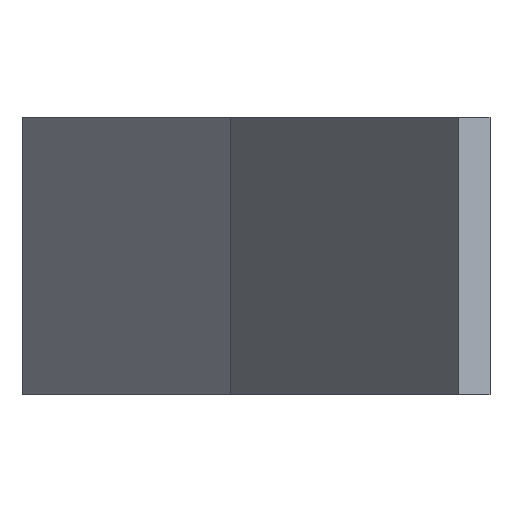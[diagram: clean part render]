
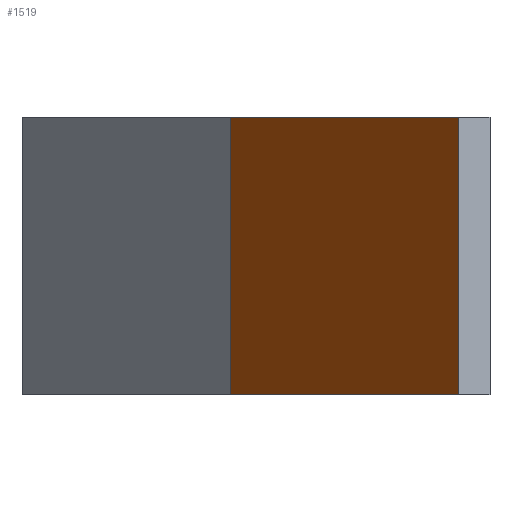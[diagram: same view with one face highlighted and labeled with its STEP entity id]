
A CAD part, front view. The second image highlights one B-rep face of the part: STEP entity #1519.
In plain terms, the highlighted planar face has unit normal (-0.822, -0.569, 0).
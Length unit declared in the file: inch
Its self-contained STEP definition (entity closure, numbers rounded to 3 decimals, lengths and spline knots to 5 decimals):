
#176=FACE_OUTER_BOUND('',#257,.T.);
#257=EDGE_LOOP('',(#1273,#1274,#1275,#1276));
#369=LINE('',#2368,#518);
#398=LINE('',#2497,#547);
#400=LINE('',#2504,#549);
#404=LINE('',#2593,#553);
#518=VECTOR('',#1856,0.3937);
#547=VECTOR('',#1989,0.3937);
#549=VECTOR('',#1995,0.3937);
#553=VECTOR('',#2083,0.3937);
#656=VERTEX_POINT('',#2364);
#657=VERTEX_POINT('',#2366);
#663=VERTEX_POINT('',#2410);
#708=VERTEX_POINT('',#2502);
#821=EDGE_CURVE('',#657,#656,#369,.T.);
#890=EDGE_CURVE('',#663,#656,#398,.T.);
#893=EDGE_CURVE('',#708,#657,#400,.T.);
#938=EDGE_CURVE('',#708,#663,#404,.T.);
#1273=ORIENTED_EDGE('',*,*,#890,.T.);
#1274=ORIENTED_EDGE('',*,*,#821,.F.);
#1275=ORIENTED_EDGE('',*,*,#893,.F.);
#1276=ORIENTED_EDGE('',*,*,#938,.T.);
#1481=PLANE('',#1702);
#1519=ADVANCED_FACE('',(#176),#1481,.T.);
#1702=AXIS2_PLACEMENT_3D('',#2600,#2092,#2093);
#1856=DIRECTION('',(0.,0.,-1.));
#1989=DIRECTION('',(0.569,-0.822,0.));
#1995=DIRECTION('',(0.569,-0.822,0.));
#2083=DIRECTION('',(0.,0.,-1.));
#2092=DIRECTION('center_axis',(-0.822,-0.569,0.));
#2093=DIRECTION('ref_axis',(-0.569,0.822,0.));
#2364=CARTESIAN_POINT('',(0.37,-3.,0.));
#2366=CARTESIAN_POINT('',(0.37,-3.,0.5));
#2368=CARTESIAN_POINT('',(0.37,-3.,0.5));
#2410=CARTESIAN_POINT('',(-0.04177,-2.40525,0.));
#2497=CARTESIAN_POINT('',(-0.04476,-2.40094,0.));
#2502=CARTESIAN_POINT('',(-0.04177,-2.40525,0.5));
#2504=CARTESIAN_POINT('',(-0.04177,-2.40525,0.5));
#2593=CARTESIAN_POINT('',(-0.04177,-2.40525,0.5));
#2600=CARTESIAN_POINT('Origin',(0.37,-3.,0.5));
